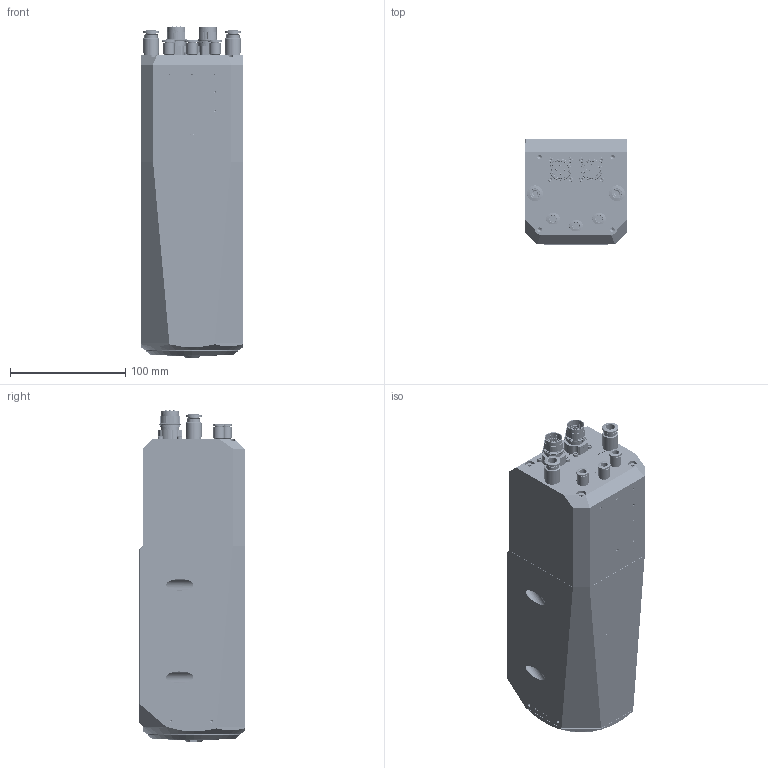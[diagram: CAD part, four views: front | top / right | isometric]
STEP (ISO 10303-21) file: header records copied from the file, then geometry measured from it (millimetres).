
FILE_DESCRIPTION (( 'STEP AP214' ), '1' );
FILE_NAME ('X22-F-HSKE32 STEP.STEP', '2024-08-16T07:02:17', ( '' ), ( '' ), 'SwSTEP 2.0', 'SolidWorks 2020', '' );
FILE_SCHEMA (( 'AUTOMOTIVE_DESIGN' ));
Length unit declared in the file: millimetre
Products named in the file (29): Teil1^X22 Master Kunden-CAD; C00031_C00031; C00005_C00005; C00001_C00001; B00039_B00039; C00049_C00004; B00011_B00011; B00005_B00005; B00024_Laserung; C00113; B00040_B00040; C00707; C00793; B00006_B00006; B00037_B00037; Teil2^X22 Master Kunden-CAD; C00018_C00018; X22-F-HSKE32 STEP; C00098; C00053_C00019; B00048_B00048; C00103; C00101; C00097; C00117; C00006_C00006; B00038_B00038; B00035_B00035; B00052_B00052
Assembly tree (80 placements, depth 2):
  X22-F-HSKE32 STEP
    B00048_B00048
    C00117  x4
    C00098  x8
    B00011_B00011
    C00707  x4
    B00024_Laserung
    C00097  x6
    B00037_B00037
    B00038_B00038
    B00040_B00040
    C00101  x5
    C00103  x2
    C00001_C00001
    C00793
    C00006_C00006  x2
    C00049_C00004
    C00053_C00019  x4
    C00113  x8
    B00039_B00039
    B00052_B00052
    B00035_B00035
    C00005_C00005
    C00018_C00018  x17
    C00031_C00031  x3
    B00006_B00006
    B00005_B00005
    Teil1^X22 Master Kunden-CAD
    Teil2^X22 Master Kunden-CAD
Bounding box: 88 x 91 x 287.55 mm (x, y, z)
Volume: 1915957.5 mm3; surface area: 359729.4 mm2
Topology: 90 solids, 90 shells, 6485 faces, 16587 edges, 10677 vertices
Faces by surface type: plane 2511, cylinder 1686, bspline 1337, cone 720, torus 231
Entity records: 256598 total; most frequent: CARTESIAN_POINT 104650, ORIENTED_EDGE 26510, DIRECTION 20144, EDGE_CURVE 13255, VERTEX_POINT 8724, VECTOR 7714, LINE 7714, AXIS2_PLACEMENT_3D 6215
